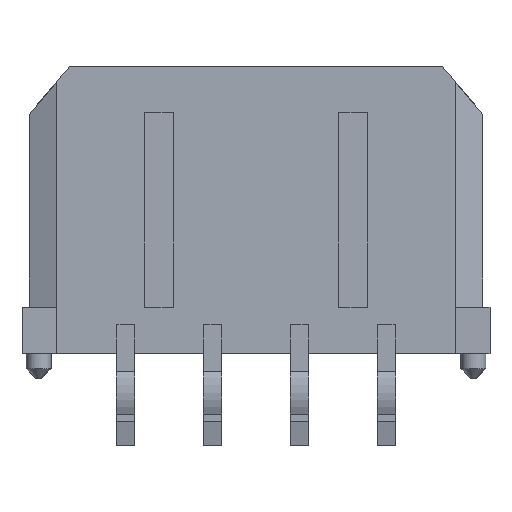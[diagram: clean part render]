
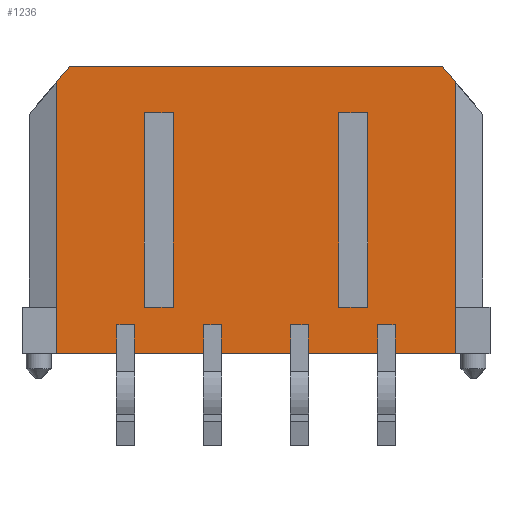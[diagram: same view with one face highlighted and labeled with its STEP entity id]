
A CAD part, front view. The second image highlights one B-rep face of the part: STEP entity #1236.
In plain terms, the highlighted planar face has unit normal (0, -1, 0).
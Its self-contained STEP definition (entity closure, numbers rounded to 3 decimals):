
#401=VERTEX_POINT('',#402);
#402=CARTESIAN_POINT('',(6.425,-3.43,4.955));
#408=EDGE_CURVE('',#401,#409,#411,.F.);
#409=VERTEX_POINT('',#410);
#410=CARTESIAN_POINT('',(6.884,-3.43,4.413));
#411=LINE('',#412,#413);
#412=CARTESIAN_POINT('',(6.884,-3.43,4.413));
#413=VECTOR('',#414,1.0);
#414=DIRECTION('',(-0.647,0.0,0.763));
#889=VERTEX_POINT('',#890);
#890=CARTESIAN_POINT('',(-6.425,-3.43,4.955));
#896=EDGE_CURVE('',#889,#401,#897,.T.);
#897=LINE('',#898,#899);
#898=CARTESIAN_POINT('',(-6.425,-3.43,4.955));
#899=VECTOR('',#900,1.0);
#900=DIRECTION('',(1.0,0.0,0.0));
#1236=ADVANCED_FACE('',(#1237,#1431,#1465),#1499,.T.);
#1237=FACE_BOUND('',#1238,.T.);
#1238=EDGE_LOOP('',(#1239,#1249,#1257,#1265,#1273,#1281,#1289,#1297,#1305,#1313,#1321,#1329,#1337,#1345,#1353,#1361,#1369,#1377,#1383,#1384,#1385,#1393,#1401,#1409,#1417,#1425));
#1239=ORIENTED_EDGE('',*,*,#1240,.T.);
#1240=EDGE_CURVE('',#1241,#1243,#1245,.T.);
#1241=VERTEX_POINT('',#1242);
#1242=CARTESIAN_POINT('',(-4.799,-3.43,-3.955));
#1243=VERTEX_POINT('',#1244);
#1244=CARTESIAN_POINT('',(-4.202,-3.43,-3.955));
#1245=LINE('',#1246,#1247);
#1246=CARTESIAN_POINT('',(-4.799,-3.43,-3.955));
#1247=VECTOR('',#1248,1.0);
#1248=DIRECTION('',(1.0,0.0,0.0));
#1249=ORIENTED_EDGE('',*,*,#1250,.T.);
#1250=EDGE_CURVE('',#1243,#1251,#1253,.F.);
#1251=VERTEX_POINT('',#1252);
#1252=CARTESIAN_POINT('',(-4.202,-3.43,-4.955));
#1253=LINE('',#1254,#1255);
#1254=CARTESIAN_POINT('',(-4.202,-3.43,-4.955));
#1255=VECTOR('',#1256,1.0);
#1256=DIRECTION('',(0.0,0.0,1.0));
#1257=ORIENTED_EDGE('',*,*,#1258,.T.);
#1258=EDGE_CURVE('',#1251,#1259,#1261,.F.);
#1259=VERTEX_POINT('',#1260);
#1260=CARTESIAN_POINT('',(-1.799,-3.43,-4.955));
#1261=LINE('',#1262,#1263);
#1262=CARTESIAN_POINT('',(-1.799,-3.43,-4.955));
#1263=VECTOR('',#1264,1.0);
#1264=DIRECTION('',(-1.0,0.0,0.0));
#1265=ORIENTED_EDGE('',*,*,#1266,.T.);
#1266=EDGE_CURVE('',#1259,#1267,#1269,.T.);
#1267=VERTEX_POINT('',#1268);
#1268=CARTESIAN_POINT('',(-1.799,-3.43,-3.955));
#1269=LINE('',#1270,#1271);
#1270=CARTESIAN_POINT('',(-1.799,-3.43,-4.955));
#1271=VECTOR('',#1272,1.0);
#1272=DIRECTION('',(0.0,0.0,1.0));
#1273=ORIENTED_EDGE('',*,*,#1274,.T.);
#1274=EDGE_CURVE('',#1267,#1275,#1277,.T.);
#1275=VERTEX_POINT('',#1276);
#1276=CARTESIAN_POINT('',(-1.202,-3.43,-3.955));
#1277=LINE('',#1278,#1279);
#1278=CARTESIAN_POINT('',(-1.799,-3.43,-3.955));
#1279=VECTOR('',#1280,1.0);
#1280=DIRECTION('',(1.0,0.0,0.0));
#1281=ORIENTED_EDGE('',*,*,#1282,.T.);
#1282=EDGE_CURVE('',#1275,#1283,#1285,.F.);
#1283=VERTEX_POINT('',#1284);
#1284=CARTESIAN_POINT('',(-1.202,-3.43,-4.955));
#1285=LINE('',#1286,#1287);
#1286=CARTESIAN_POINT('',(-1.202,-3.43,-4.955));
#1287=VECTOR('',#1288,1.0);
#1288=DIRECTION('',(0.0,0.0,1.0));
#1289=ORIENTED_EDGE('',*,*,#1290,.T.);
#1290=EDGE_CURVE('',#1283,#1291,#1293,.F.);
#1291=VERTEX_POINT('',#1292);
#1292=CARTESIAN_POINT('',(1.202,-3.43,-4.955));
#1293=LINE('',#1294,#1295);
#1294=CARTESIAN_POINT('',(1.202,-3.43,-4.955));
#1295=VECTOR('',#1296,1.0);
#1296=DIRECTION('',(-1.0,0.0,0.0));
#1297=ORIENTED_EDGE('',*,*,#1298,.T.);
#1298=EDGE_CURVE('',#1291,#1299,#1301,.T.);
#1299=VERTEX_POINT('',#1300);
#1300=CARTESIAN_POINT('',(1.202,-3.43,-3.955));
#1301=LINE('',#1302,#1303);
#1302=CARTESIAN_POINT('',(1.202,-3.43,-4.955));
#1303=VECTOR('',#1304,1.0);
#1304=DIRECTION('',(0.0,0.0,1.0));
#1305=ORIENTED_EDGE('',*,*,#1306,.T.);
#1306=EDGE_CURVE('',#1299,#1307,#1309,.T.);
#1307=VERTEX_POINT('',#1308);
#1308=CARTESIAN_POINT('',(1.799,-3.43,-3.955));
#1309=LINE('',#1310,#1311);
#1310=CARTESIAN_POINT('',(1.202,-3.43,-3.955));
#1311=VECTOR('',#1312,1.0);
#1312=DIRECTION('',(1.0,0.0,0.0));
#1313=ORIENTED_EDGE('',*,*,#1314,.T.);
#1314=EDGE_CURVE('',#1307,#1315,#1317,.F.);
#1315=VERTEX_POINT('',#1316);
#1316=CARTESIAN_POINT('',(1.799,-3.43,-4.955));
#1317=LINE('',#1318,#1319);
#1318=CARTESIAN_POINT('',(1.799,-3.43,-4.955));
#1319=VECTOR('',#1320,1.0);
#1320=DIRECTION('',(0.0,0.0,1.0));
#1321=ORIENTED_EDGE('',*,*,#1322,.T.);
#1322=EDGE_CURVE('',#1315,#1323,#1325,.F.);
#1323=VERTEX_POINT('',#1324);
#1324=CARTESIAN_POINT('',(4.202,-3.43,-4.955));
#1325=LINE('',#1326,#1327);
#1326=CARTESIAN_POINT('',(4.202,-3.43,-4.955));
#1327=VECTOR('',#1328,1.0);
#1328=DIRECTION('',(-1.0,0.0,0.0));
#1329=ORIENTED_EDGE('',*,*,#1330,.T.);
#1330=EDGE_CURVE('',#1323,#1331,#1333,.T.);
#1331=VERTEX_POINT('',#1332);
#1332=CARTESIAN_POINT('',(4.202,-3.43,-3.955));
#1333=LINE('',#1334,#1335);
#1334=CARTESIAN_POINT('',(4.202,-3.43,-4.955));
#1335=VECTOR('',#1336,1.0);
#1336=DIRECTION('',(0.0,0.0,1.0));
#1337=ORIENTED_EDGE('',*,*,#1338,.T.);
#1338=EDGE_CURVE('',#1331,#1339,#1341,.T.);
#1339=VERTEX_POINT('',#1340);
#1340=CARTESIAN_POINT('',(4.799,-3.43,-3.955));
#1341=LINE('',#1342,#1343);
#1342=CARTESIAN_POINT('',(4.202,-3.43,-3.955));
#1343=VECTOR('',#1344,1.0);
#1344=DIRECTION('',(1.0,0.0,0.0));
#1345=ORIENTED_EDGE('',*,*,#1346,.T.);
#1346=EDGE_CURVE('',#1339,#1347,#1349,.F.);
#1347=VERTEX_POINT('',#1348);
#1348=CARTESIAN_POINT('',(4.799,-3.43,-4.955));
#1349=LINE('',#1350,#1351);
#1350=CARTESIAN_POINT('',(4.799,-3.43,-4.955));
#1351=VECTOR('',#1352,1.0);
#1352=DIRECTION('',(0.0,0.0,1.0));
#1353=ORIENTED_EDGE('',*,*,#1354,.T.);
#1354=EDGE_CURVE('',#1347,#1355,#1357,.F.);
#1355=VERTEX_POINT('',#1356);
#1356=CARTESIAN_POINT('',(6.875,-3.43,-4.955));
#1357=LINE('',#1358,#1359);
#1358=CARTESIAN_POINT('',(6.875,-3.43,-4.955));
#1359=VECTOR('',#1360,1.0);
#1360=DIRECTION('',(-1.0,0.0,0.0));
#1361=ORIENTED_EDGE('',*,*,#1362,.T.);
#1362=EDGE_CURVE('',#1355,#1363,#1365,.F.);
#1363=VERTEX_POINT('',#1364);
#1364=CARTESIAN_POINT('',(6.875,-3.43,-3.355));
#1365=LINE('',#1366,#1367);
#1366=CARTESIAN_POINT('',(6.875,-3.43,-3.355));
#1367=VECTOR('',#1368,1.0);
#1368=DIRECTION('',(0.0,0.0,-1.0));
#1369=ORIENTED_EDGE('',*,*,#1370,.T.);
#1370=EDGE_CURVE('',#1363,#1371,#1373,.T.);
#1371=VERTEX_POINT('',#1372);
#1372=CARTESIAN_POINT('',(6.884,-3.43,-3.355));
#1373=LINE('',#1374,#1375);
#1374=CARTESIAN_POINT('',(6.875,-3.43,-3.355));
#1375=VECTOR('',#1376,1.0);
#1376=DIRECTION('',(1.0,0.0,0.0));
#1377=ORIENTED_EDGE('',*,*,#1378,.T.);
#1378=EDGE_CURVE('',#1371,#409,#1379,.F.);
#1379=LINE('',#1380,#1381);
#1380=CARTESIAN_POINT('',(6.884,-3.43,4.413));
#1381=VECTOR('',#1382,1.0);
#1382=DIRECTION('',(0.0,0.0,-1.0));
#1383=ORIENTED_EDGE('',*,*,#408,.F.);
#1384=ORIENTED_EDGE('',*,*,#896,.F.);
#1385=ORIENTED_EDGE('',*,*,#1386,.T.);
#1386=EDGE_CURVE('',#889,#1387,#1389,.T.);
#1387=VERTEX_POINT('',#1388);
#1388=CARTESIAN_POINT('',(-6.884,-3.43,4.413));
#1389=LINE('',#1390,#1391);
#1390=CARTESIAN_POINT('',(-6.425,-3.43,4.955));
#1391=VECTOR('',#1392,1.0);
#1392=DIRECTION('',(-0.647,0.0,-0.763));
#1393=ORIENTED_EDGE('',*,*,#1394,.T.);
#1394=EDGE_CURVE('',#1387,#1395,#1397,.T.);
#1395=VERTEX_POINT('',#1396);
#1396=CARTESIAN_POINT('',(-6.884,-3.43,-3.355));
#1397=LINE('',#1398,#1399);
#1398=CARTESIAN_POINT('',(-6.884,-3.43,4.413));
#1399=VECTOR('',#1400,1.0);
#1400=DIRECTION('',(0.0,0.0,-1.0));
#1401=ORIENTED_EDGE('',*,*,#1402,.T.);
#1402=EDGE_CURVE('',#1395,#1403,#1405,.T.);
#1403=VERTEX_POINT('',#1404);
#1404=CARTESIAN_POINT('',(-6.875,-3.43,-3.355));
#1405=LINE('',#1406,#1407);
#1406=CARTESIAN_POINT('',(-6.884,-3.43,-3.355));
#1407=VECTOR('',#1408,1.0);
#1408=DIRECTION('',(1.0,0.0,0.0));
#1409=ORIENTED_EDGE('',*,*,#1410,.T.);
#1410=EDGE_CURVE('',#1403,#1411,#1413,.T.);
#1411=VERTEX_POINT('',#1412);
#1412=CARTESIAN_POINT('',(-6.875,-3.43,-4.955));
#1413=LINE('',#1414,#1415);
#1414=CARTESIAN_POINT('',(-6.875,-3.43,-3.355));
#1415=VECTOR('',#1416,1.0);
#1416=DIRECTION('',(0.0,0.0,-1.0));
#1417=ORIENTED_EDGE('',*,*,#1418,.T.);
#1418=EDGE_CURVE('',#1411,#1419,#1421,.F.);
#1419=VERTEX_POINT('',#1420);
#1420=CARTESIAN_POINT('',(-4.799,-3.43,-4.955));
#1421=LINE('',#1422,#1423);
#1422=CARTESIAN_POINT('',(-4.799,-3.43,-4.955));
#1423=VECTOR('',#1424,1.0);
#1424=DIRECTION('',(-1.0,0.0,0.0));
#1425=ORIENTED_EDGE('',*,*,#1426,.T.);
#1426=EDGE_CURVE('',#1419,#1241,#1427,.T.);
#1427=LINE('',#1428,#1429);
#1428=CARTESIAN_POINT('',(-4.799,-3.43,-4.955));
#1429=VECTOR('',#1430,1.0);
#1430=DIRECTION('',(0.0,0.0,1.0));
#1431=FACE_BOUND('',#1432,.T.);
#1432=EDGE_LOOP('',(#1433,#1443,#1451,#1459));
#1433=ORIENTED_EDGE('',*,*,#1434,.T.);
#1434=EDGE_CURVE('',#1435,#1437,#1439,.F.);
#1435=VERTEX_POINT('',#1436);
#1436=CARTESIAN_POINT('',(3.85,-3.43,3.355));
#1437=VERTEX_POINT('',#1438);
#1438=CARTESIAN_POINT('',(3.85,-3.43,-3.355));
#1439=LINE('',#1440,#1441);
#1440=CARTESIAN_POINT('',(3.85,-3.43,-3.355));
#1441=VECTOR('',#1442,1.0);
#1442=DIRECTION('',(0.0,0.0,1.0));
#1443=ORIENTED_EDGE('',*,*,#1444,.T.);
#1444=EDGE_CURVE('',#1437,#1445,#1447,.F.);
#1445=VERTEX_POINT('',#1446);
#1446=CARTESIAN_POINT('',(2.85,-3.43,-3.355));
#1447=LINE('',#1448,#1449);
#1448=CARTESIAN_POINT('',(2.85,-3.43,-3.355));
#1449=VECTOR('',#1450,1.0);
#1450=DIRECTION('',(1.0,0.0,0.0));
#1451=ORIENTED_EDGE('',*,*,#1452,.T.);
#1452=EDGE_CURVE('',#1445,#1453,#1455,.T.);
#1453=VERTEX_POINT('',#1454);
#1454=CARTESIAN_POINT('',(2.85,-3.43,3.355));
#1455=LINE('',#1456,#1457);
#1456=CARTESIAN_POINT('',(2.85,-3.43,-3.355));
#1457=VECTOR('',#1458,1.0);
#1458=DIRECTION('',(0.0,0.0,1.0));
#1459=ORIENTED_EDGE('',*,*,#1460,.T.);
#1460=EDGE_CURVE('',#1453,#1435,#1461,.T.);
#1461=LINE('',#1462,#1463);
#1462=CARTESIAN_POINT('',(2.85,-3.43,3.355));
#1463=VECTOR('',#1464,1.0);
#1464=DIRECTION('',(1.0,0.0,0.0));
#1465=FACE_BOUND('',#1466,.T.);
#1466=EDGE_LOOP('',(#1467,#1477,#1485,#1493));
#1467=ORIENTED_EDGE('',*,*,#1468,.T.);
#1468=EDGE_CURVE('',#1469,#1471,#1473,.F.);
#1469=VERTEX_POINT('',#1470);
#1470=CARTESIAN_POINT('',(-2.85,-3.43,3.355));
#1471=VERTEX_POINT('',#1472);
#1472=CARTESIAN_POINT('',(-2.85,-3.43,-3.355));
#1473=LINE('',#1474,#1475);
#1474=CARTESIAN_POINT('',(-2.85,-3.43,-3.355));
#1475=VECTOR('',#1476,1.0);
#1476=DIRECTION('',(0.0,0.0,1.0));
#1477=ORIENTED_EDGE('',*,*,#1478,.T.);
#1478=EDGE_CURVE('',#1471,#1479,#1481,.F.);
#1479=VERTEX_POINT('',#1480);
#1480=CARTESIAN_POINT('',(-3.85,-3.43,-3.355));
#1481=LINE('',#1482,#1483);
#1482=CARTESIAN_POINT('',(-3.85,-3.43,-3.355));
#1483=VECTOR('',#1484,1.0);
#1484=DIRECTION('',(1.0,0.0,0.0));
#1485=ORIENTED_EDGE('',*,*,#1486,.T.);
#1486=EDGE_CURVE('',#1479,#1487,#1489,.T.);
#1487=VERTEX_POINT('',#1488);
#1488=CARTESIAN_POINT('',(-3.85,-3.43,3.355));
#1489=LINE('',#1490,#1491);
#1490=CARTESIAN_POINT('',(-3.85,-3.43,-3.355));
#1491=VECTOR('',#1492,1.0);
#1492=DIRECTION('',(0.0,0.0,1.0));
#1493=ORIENTED_EDGE('',*,*,#1494,.T.);
#1494=EDGE_CURVE('',#1487,#1469,#1495,.T.);
#1495=LINE('',#1496,#1497);
#1496=CARTESIAN_POINT('',(-3.85,-3.43,3.355));
#1497=VECTOR('',#1498,1.0);
#1498=DIRECTION('',(1.0,0.0,0.0));
#1499=PLANE('',#1500);
#1500=AXIS2_PLACEMENT_3D('',#1501,#1502,#1503);
#1501=CARTESIAN_POINT('',(-7.825,-3.43,4.955));
#1502=DIRECTION('',(0.0,-1.0,0.0));
#1503=DIRECTION('',(0.0,0.0,-1.0));
